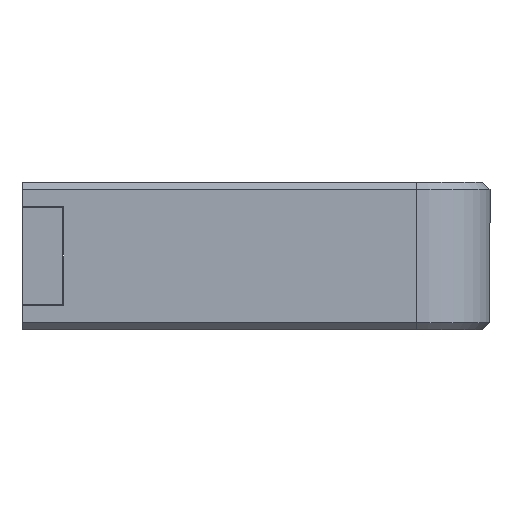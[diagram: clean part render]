
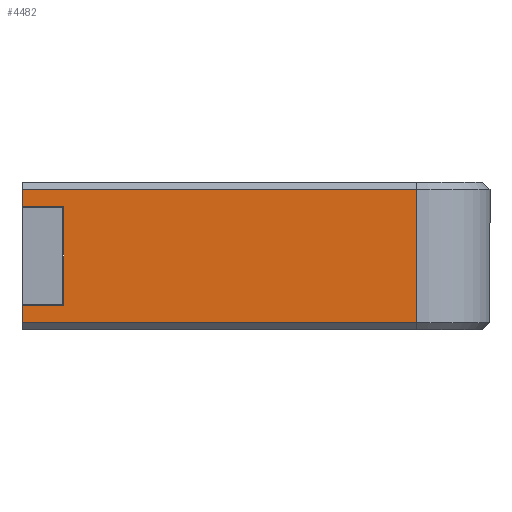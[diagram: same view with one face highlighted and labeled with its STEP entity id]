
A CAD part, left-side view. The second image highlights one B-rep face of the part: STEP entity #4482.
In plain terms, the highlighted planar face has unit normal (-1, 0, 0).
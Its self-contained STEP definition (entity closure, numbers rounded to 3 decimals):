
#1029=DIRECTION('',(0.,1.,0.));
#1030=VECTOR('',#1029,16.);
#1031=CARTESIAN_POINT('',(0.,3.,
0.3));
#1032=LINE('',#1031,#1030);
#1099=DIRECTION('',(0.,0.,1.));
#1100=VECTOR('',#1099,5.4);
#1101=CARTESIAN_POINT('',(0.,3.,
0.3));
#1102=LINE('',#1101,#1100);
#1174=DIRECTION('',(0.,-1.,0.));
#1175=VECTOR('',#1174,16.);
#1176=CARTESIAN_POINT('',(0.,19.,5.7));
#1177=LINE('',#1176,#1175);
#1178=DIRECTION('',(0.,0.,-1.));
#1179=VECTOR('',#1178,0.7);
#1180=CARTESIAN_POINT('',(0.,19.,1.));
#1181=LINE('',#1180,#1179);
#1182=DIRECTION('',(0.,0.,-1.));
#1183=VECTOR('',#1182,0.7);
#1184=CARTESIAN_POINT('',(0.,19.,5.7));
#1185=LINE('',#1184,#1183);
#1194=DIRECTION('',(0.,1.,0.));
#1195=VECTOR('',#1194,1.7);
#1196=CARTESIAN_POINT('',(0.,17.3,1.));
#1197=LINE('',#1196,#1195);
#1230=DIRECTION('',(0.,-1.,0.));
#1231=VECTOR('',#1230,1.7);
#1232=CARTESIAN_POINT('',(0.,19.,5.));
#1233=LINE('',#1232,#1231);
#1242=DIRECTION('',(0.,0.,1.));
#1243=VECTOR('',#1242,4.);
#1244=CARTESIAN_POINT('',(0.,17.3,1.));
#1245=LINE('',#1244,#1243);
#2867=CARTESIAN_POINT('',(0.,19.,5.7));
#2868=VERTEX_POINT('',#2867);
#2869=CARTESIAN_POINT('',(0.,19.,5.));
#2870=VERTEX_POINT('',#2869);
#2871=CARTESIAN_POINT('',(0.,19.,0.3));
#2872=VERTEX_POINT('',#2871);
#2873=CARTESIAN_POINT('',(0.,19.,1.));
#2874=VERTEX_POINT('',#2873);
#2875=CARTESIAN_POINT('',(0.,3.,
5.7));
#2876=VERTEX_POINT('',#2875);
#2877=CARTESIAN_POINT('',(0.,3.,
0.3));
#2878=VERTEX_POINT('',#2877);
#2879=CARTESIAN_POINT('',(0.,17.3,1.));
#2880=VERTEX_POINT('',#2879);
#2881=CARTESIAN_POINT('',(0.,17.3,5.));
#2882=VERTEX_POINT('',#2881);
#4464=CARTESIAN_POINT('',(0.,11.,3.));
#4465=DIRECTION('',(1.,0.,0.));
#4466=DIRECTION('',(0.,-1.,0.));
#4467=AXIS2_PLACEMENT_3D('',#4464,#4465,#4466);
#4468=PLANE('',#4467);
#4469=ORIENTED_EDGE('',*,*,#4459,.T.);
#4470=ORIENTED_EDGE('',*,*,#4368,.F.);
#4471=ORIENTED_EDGE('',*,*,#4277,.T.);
#4472=ORIENTED_EDGE('',*,*,#4298,.F.);
#4474=ORIENTED_EDGE('',*,*,#4473,.F.);
#4476=ORIENTED_EDGE('',*,*,#4475,.T.);
#4478=ORIENTED_EDGE('',*,*,#4477,.F.);
#4479=ORIENTED_EDGE('',*,*,#4442,.F.);
#4480=EDGE_LOOP('',(#4469,#4470,#4471,#4472,#4474,#4476,#4478,#4479));
#4481=FACE_OUTER_BOUND('',#4480,.F.);
#4482=ADVANCED_FACE('',(#4481),#4468,.F.);
#4277=EDGE_CURVE('',#2878,#2872,#1032,.T.);
#4298=EDGE_CURVE('',#2874,#2872,#1181,.T.);
#4368=EDGE_CURVE('',#2878,#2876,#1102,.T.);
#4442=EDGE_CURVE('',#2868,#2870,#1185,.T.);
#4459=EDGE_CURVE('',#2868,#2876,#1177,.T.);
#4473=EDGE_CURVE('',#2880,#2874,#1197,.T.);
#4475=EDGE_CURVE('',#2880,#2882,#1245,.T.);
#4477=EDGE_CURVE('',#2870,#2882,#1233,.T.);
